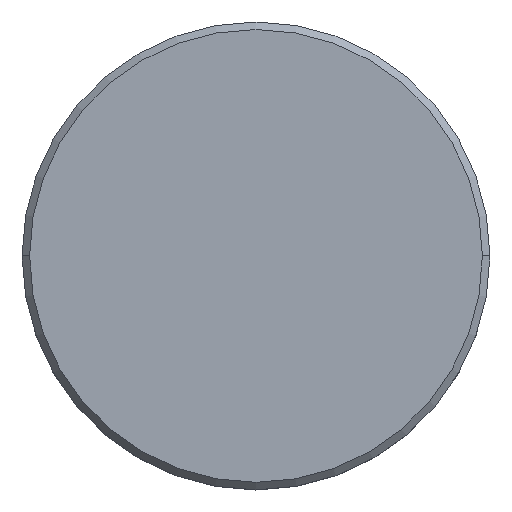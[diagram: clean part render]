
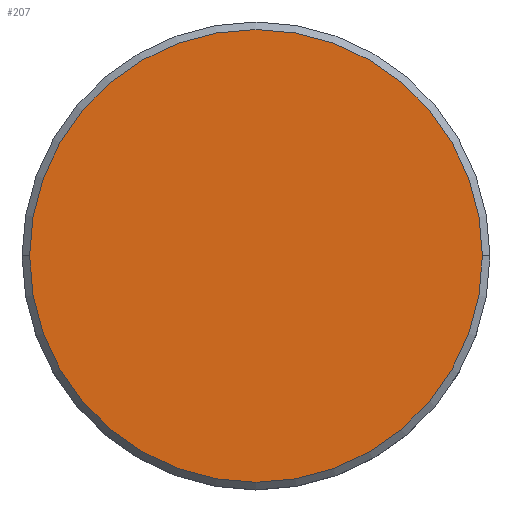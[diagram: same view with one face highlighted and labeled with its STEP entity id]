
A CAD part, top view. The second image highlights one B-rep face of the part: STEP entity #207.
In plain terms, the highlighted planar face has unit normal (0, 0, 1).
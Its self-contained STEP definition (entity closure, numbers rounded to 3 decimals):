
#93 = CARTESIAN_POINT ( 'NONE',  ( 0., 0., 0. ) ) ;
#108 = CIRCLE ( 'NONE', #1089, 15. ) ;
#207 = ADVANCED_FACE ( 'NONE', ( #1055 ), #606, .T. ) ;
#232 = VERTEX_POINT ( 'NONE', #292 ) ;
#248 = CARTESIAN_POINT ( 'NONE',  ( 0., 0., 0. ) ) ;
#263 = EDGE_LOOP ( 'NONE', ( #1079, #794 ) ) ;
#292 = CARTESIAN_POINT ( 'NONE',  ( 15., 0., 0. ) ) ;
#315 = CARTESIAN_POINT ( 'NONE',  ( -15., 0., 0. ) ) ;
#400 = EDGE_CURVE ( 'NONE', #232, #476, #1136, .T. ) ;
#476 = VERTEX_POINT ( 'NONE', #315 ) ;
#479 = DIRECTION ( 'NONE',  ( 1., 0., 0. ) ) ;
#577 = DIRECTION ( 'NONE',  ( 0., 0., 1. ) ) ;
#606 = PLANE ( 'NONE',  #1097 ) ;
#617 = DIRECTION ( 'NONE',  ( 0., 0., 1. ) ) ;
#628 = AXIS2_PLACEMENT_3D ( 'NONE', #933, #577, #479 ) ;
#679 = EDGE_CURVE ( 'NONE', #476, #232, #108, .T. ) ;
#758 = DIRECTION ( 'NONE',  ( 0., 0., 1. ) ) ;
#794 = ORIENTED_EDGE ( 'NONE', *, *, #400, .T. ) ;
#933 = CARTESIAN_POINT ( 'NONE',  ( 0., 0., 0. ) ) ;
#977 = DIRECTION ( 'NONE',  ( 1., 0., 0. ) ) ;
#1055 = FACE_OUTER_BOUND ( 'NONE', #263, .T. ) ;
#1079 = ORIENTED_EDGE ( 'NONE', *, *, #679, .T. ) ;
#1089 = AXIS2_PLACEMENT_3D ( 'NONE', #93, #758, #1112 ) ;
#1097 = AXIS2_PLACEMENT_3D ( 'NONE', #248, #617, #977 ) ;
#1112 = DIRECTION ( 'NONE',  ( 1., 0., 0. ) ) ;
#1136 = CIRCLE ( 'NONE', #628, 15. ) ;
